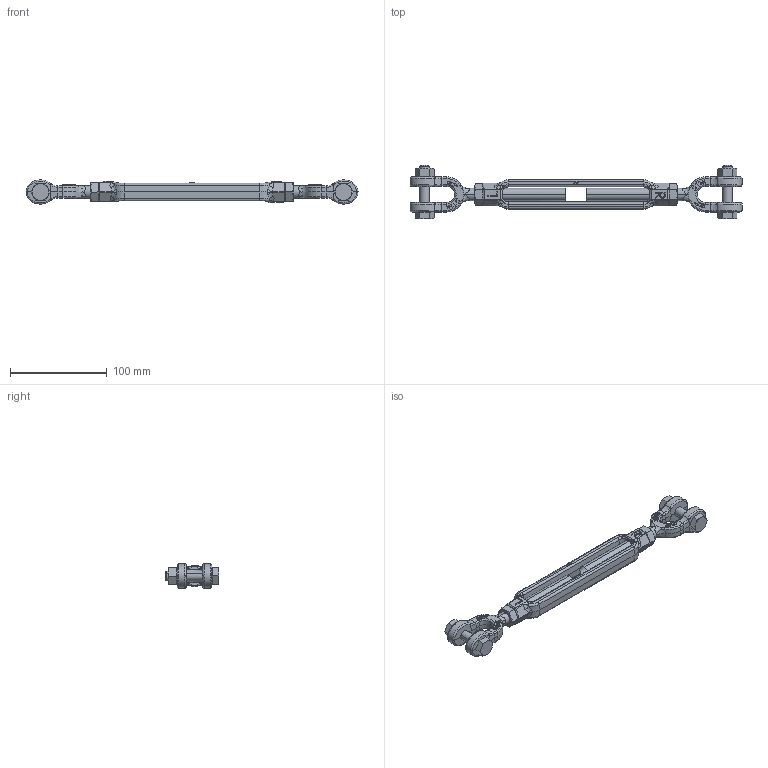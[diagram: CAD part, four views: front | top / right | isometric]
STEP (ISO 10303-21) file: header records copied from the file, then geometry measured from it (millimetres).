
FILE_DESCRIPTION(('STEP AP214'),'1');
FILE_NAME('ssgpgg1206.stp','2017-04-07T04:22:17',('TraceParts'),('TraceParts S.A.'),'Spatial InterOp 3D',' ',' ');
FILE_SCHEMA(('automotive_design'));
Length unit declared in the file: millimetre
Products named in the file (22): ssgpgg1206_1; ssgpgg1206_2; ssgpgg1206_3; ssgpgg1206_4; ssgpgg1206_5; ssgpgg1206_6; ssgpgg1206_7; ssgpgg1206_8; ssgpgg1206_9; ssgpgg1206_10; ssgpgg1206_11; ssgpgg1206_12; ssgpgg1206_13; ssgpgg1206_14; ssgpgg1206_15; ssgpgg1206_16; ssgpgg1206_17; ssgpgg1206_18; ssgpgg1206_19; ssgpgg1206_20; ssgpgg1206_21; ssgpgg1206_22
Bounding box: 343 x 55 x 25 mm (x, y, z)
Volume: 115902.5 mm3; surface area: 50931.5 mm2
Topology: 22 solids, 22 shells, 848 faces, 2072 edges, 1254 vertices
Faces by surface type: plane 326, bspline 244, cylinder 154, cone 124
Entity records: 44700 total; most frequent: CARTESIAN_POINT 19509, ORIENTED_EDGE 4112, DIRECTION 3196, EDGE_CURVE 2056, VERTEX_POINT 1254, AXIS2_PLACEMENT_3D 1122, LINE 952, VECTOR 952
